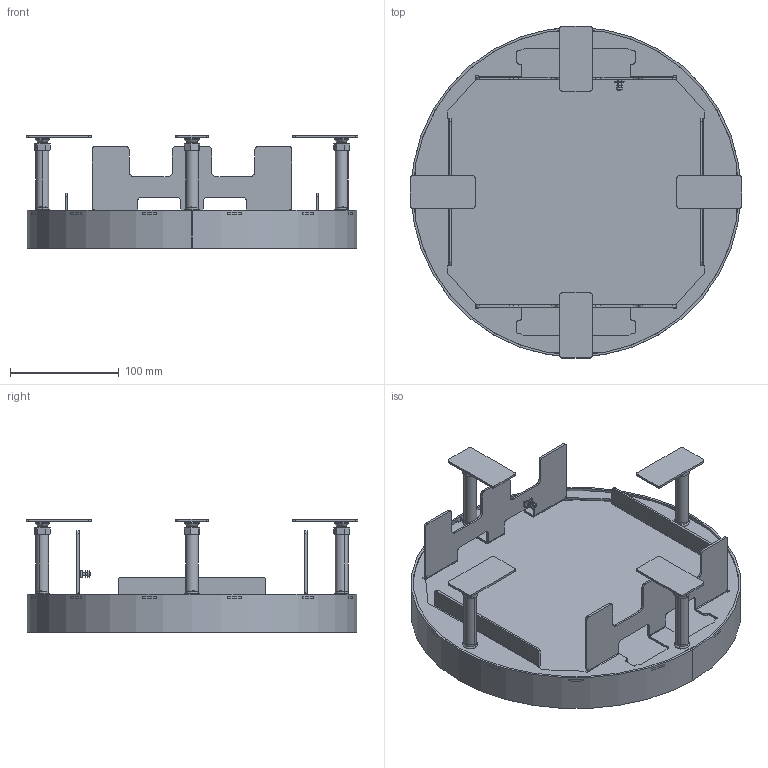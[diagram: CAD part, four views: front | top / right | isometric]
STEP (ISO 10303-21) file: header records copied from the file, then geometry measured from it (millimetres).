
FILE_DESCRIPTION((''),'2;1');
FILE_NAME('7409128_ASM','2014-06-05T',('AndreasKeweloh'),(''),'PRO/ENGINEER BY PARAMETRIC TECHNOLOGY CORPORATION, 2014000','PRO/ENGINEER BY PARAMETRIC TECHNOLOGY CORPORATION, 2014000','');
FILE_SCHEMA(('CONFIG_CONTROL_DESIGN'));
Length unit declared in the file: millimetre
Products named in the file (15): 42389C_BLINDNIET_GEK_RZT__EINBA; 041819_L__70_MM; 041219; 35100012; 044299_STELLFU__GERADE_ASM; RUNDE_KASSETTE_R9_AU_ENRING_MIT; 35102009_KOPIE; 43836AA_KOPIE_43836AA_MIT_NIVEL; 60101B_KOPIE; 35104390_KOPIE; KASSETTENUNTERTEIL_R9_F_R_TUBUS_ASM; 43834AA_SICKE_RK___9_DA_298_6_M; STAHLEINLAGE__NEU__RUNDE_KASSET; RUNDE_KASSETTENOBERTEILE_NEU_BL_ASM; 7409128_ASM
Assembly tree (20 placements, depth 4):
  7409128_ASM
    KASSETTENUNTERTEIL_R9_F_R_TUBUS_ASM
      42389C_BLINDNIET_GEK_RZT__EINBA  x4
      044299_STELLFU__GERADE_ASM  x4
        041819_L__70_MM
        041219
        35100012
      RUNDE_KASSETTE_R9_AU_ENRING_MIT
      35102009_KOPIE
      43836AA_KOPIE_43836AA_MIT_NIVEL
      60101B_KOPIE
      35104390_KOPIE
    RUNDE_KASSETTENOBERTEILE_NEU_BL_ASM
      43834AA_SICKE_RK___9_DA_298_6_M
      STAHLEINLAGE__NEU__RUNDE_KASSET
Bounding box: 306 x 306 x 104.2 mm (x, y, z)
Volume: 514320.2 mm3; surface area: 405917.8 mm2
Topology: 23 solids, 23 shells, 1018 faces, 2612 edges, 1637 vertices
Faces by surface type: plane 510, cylinder 332, cone 108, torus 34, sphere 18, bspline 16
Entity records: 21386 total; most frequent: CARTESIAN_POINT 4397, DIRECTION 3597, ORIENTED_EDGE 3504, EDGE_CURVE 1752, AXIS2_PLACEMENT_3D 1267, VERTEX_POINT 1118, VECTOR 1063, LINE 1063
